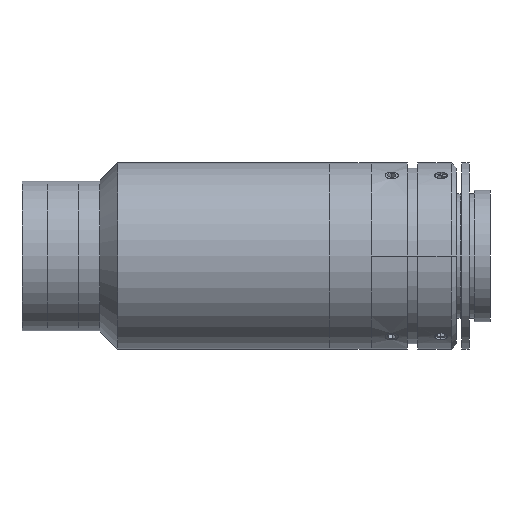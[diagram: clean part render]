
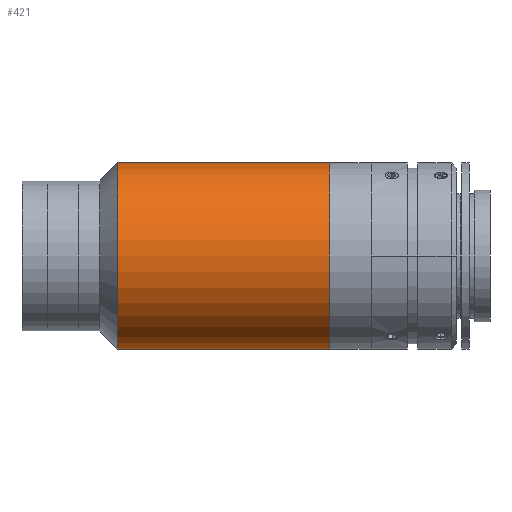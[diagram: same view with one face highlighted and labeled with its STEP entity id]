
A CAD part, front view. The second image highlights one B-rep face of the part: STEP entity #421.
In plain terms, the highlighted cylindrical face has radius 18 mm (diameter 36 mm), a partial arc.
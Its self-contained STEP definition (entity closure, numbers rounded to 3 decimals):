
#33 = DIRECTION ( 'NONE',  ( -1., 0., 0. ) ) ;
#125 = AXIS2_PLACEMENT_3D ( 'NONE', #1633, #3032, #2383 ) ;
#126 = CARTESIAN_POINT ( 'NONE',  ( 18.5, 0., -18. ) ) ;
#222 = FACE_OUTER_BOUND ( 'NONE', #4074, .T. ) ;
#252 = VECTOR ( 'NONE', #1037, 1000. ) ;
#305 = CARTESIAN_POINT ( 'NONE',  ( 18.5, 0., 0. ) ) ;
#328 = VERTEX_POINT ( 'NONE', #4283 ) ;
#343 = ORIENTED_EDGE ( 'NONE', *, *, #452, .F. ) ;
#421 = ADVANCED_FACE ( 'NONE', ( #222 ), #1217, .T. ) ;
#452 = EDGE_CURVE ( 'NONE', #1697, #328, #4282, .T. ) ;
#587 = CARTESIAN_POINT ( 'NONE',  ( 0., 0., 0. ) ) ;
#946 = ORIENTED_EDGE ( 'NONE', *, *, #3205, .F. ) ;
#1037 = DIRECTION ( 'NONE',  ( -1., 0., 0. ) ) ;
#1107 = ORIENTED_EDGE ( 'NONE', *, *, #1568, .T. ) ;
#1217 = CYLINDRICAL_SURFACE ( 'NONE', #1981, 18. ) ;
#1333 = VERTEX_POINT ( 'NONE', #3543 ) ;
#1442 = CIRCLE ( 'NONE', #125, 18. ) ;
#1552 = EDGE_CURVE ( 'NONE', #1333, #328, #4061, .T. ) ;
#1568 = EDGE_CURVE ( 'NONE', #3402, #1333, #1442, .T. ) ;
#1633 = CARTESIAN_POINT ( 'NONE',  ( 59.5, 0., 0. ) ) ;
#1697 = VERTEX_POINT ( 'NONE', #126 ) ;
#1981 = AXIS2_PLACEMENT_3D ( 'NONE', #587, #2577, #3265 ) ;
#2337 = CARTESIAN_POINT ( 'NONE',  ( 0., 0., 18. ) ) ;
#2383 = DIRECTION ( 'NONE',  ( 0., 0., 1. ) ) ;
#2577 = DIRECTION ( 'NONE',  ( -1., 0., 0. ) ) ;
#2720 = VECTOR ( 'NONE', #33, 1000. ) ;
#2805 = ORIENTED_EDGE ( 'NONE', *, *, #1552, .T. ) ;
#2842 = CARTESIAN_POINT ( 'NONE',  ( 59.5, 0., -18. ) ) ;
#3026 = LINE ( 'NONE', #4077, #252 ) ;
#3032 = DIRECTION ( 'NONE',  ( -1., 0., 0. ) ) ;
#3205 = EDGE_CURVE ( 'NONE', #3402, #1697, #3026, .T. ) ;
#3265 = DIRECTION ( 'NONE',  ( 0., 0., 1. ) ) ;
#3312 = DIRECTION ( 'NONE',  ( 0., 0., 1. ) ) ;
#3397 = DIRECTION ( 'NONE',  ( -1., 0., 0. ) ) ;
#3402 = VERTEX_POINT ( 'NONE', #2842 ) ;
#3417 = AXIS2_PLACEMENT_3D ( 'NONE', #305, #3397, #3312 ) ;
#3543 = CARTESIAN_POINT ( 'NONE',  ( 59.5, 0., 18. ) ) ;
#4061 = LINE ( 'NONE', #2337, #2720 ) ;
#4074 = EDGE_LOOP ( 'NONE', ( #946, #1107, #2805, #343 ) ) ;
#4077 = CARTESIAN_POINT ( 'NONE',  ( 0., 0., -18. ) ) ;
#4282 = CIRCLE ( 'NONE', #3417, 18. ) ;
#4283 = CARTESIAN_POINT ( 'NONE',  ( 18.5, 0., 18. ) ) ;
